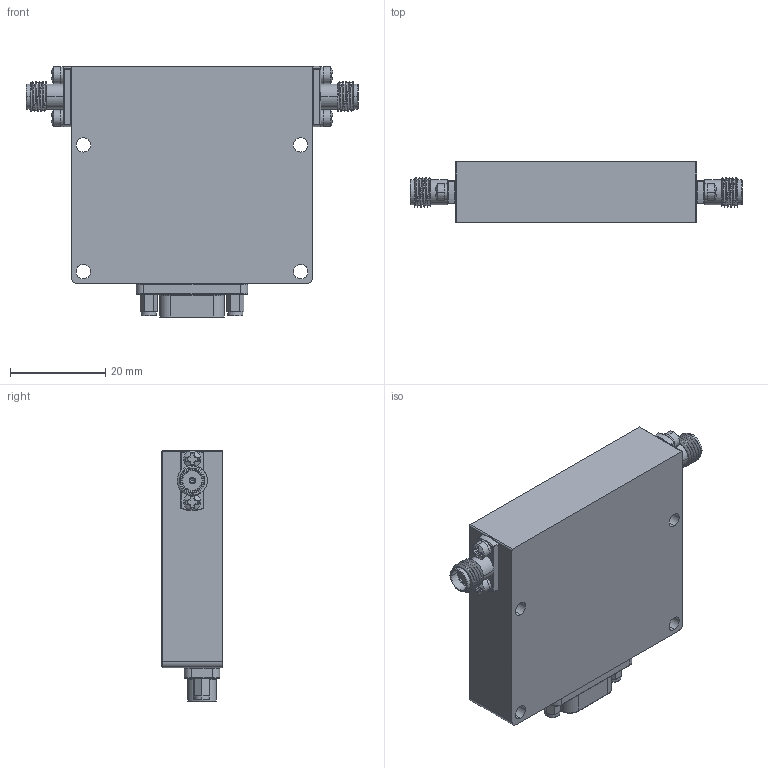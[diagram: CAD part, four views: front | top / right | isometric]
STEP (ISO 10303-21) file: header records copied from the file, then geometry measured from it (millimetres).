
FILE_DESCRIPTION (( 'STEP AP214' ), '1' );
FILE_NAME ('DTA-2G18G-32-8B-OPT10.STEP', '2022-11-15T14:57:12', ( '' ), ( '' ), 'SwSTEP 2.0', 'SolidWorks 2022', '' );
FILE_SCHEMA (( 'AUTOMOTIVE_DESIGN' ));
Length unit declared in the file: inch
Products named in the file (1): DTA-2G18G-32-8B-OPT10
Bounding box: 69.85 x 12.83 x 52.86 mm (x, y, z)
Volume: 30825.3 mm3; surface area: 14918.1 mm2
Topology: 21 solids, 21 shells, 1504 faces, 4990 edges, 3690 vertices
Faces by surface type: plane 533, cylinder 514, cone 235, torus 100, bspline 94, sphere 28
Entity records: 92931 total; most frequent: CARTESIAN_POINT 30597, ORIENTED_EDGE 9824, DIRECTION 7739, EDGE_CURVE 4912, VERTEX_POINT 3682, AXIS2_PLACEMENT_3D 2820, VECTOR 2099, LINE 2099
